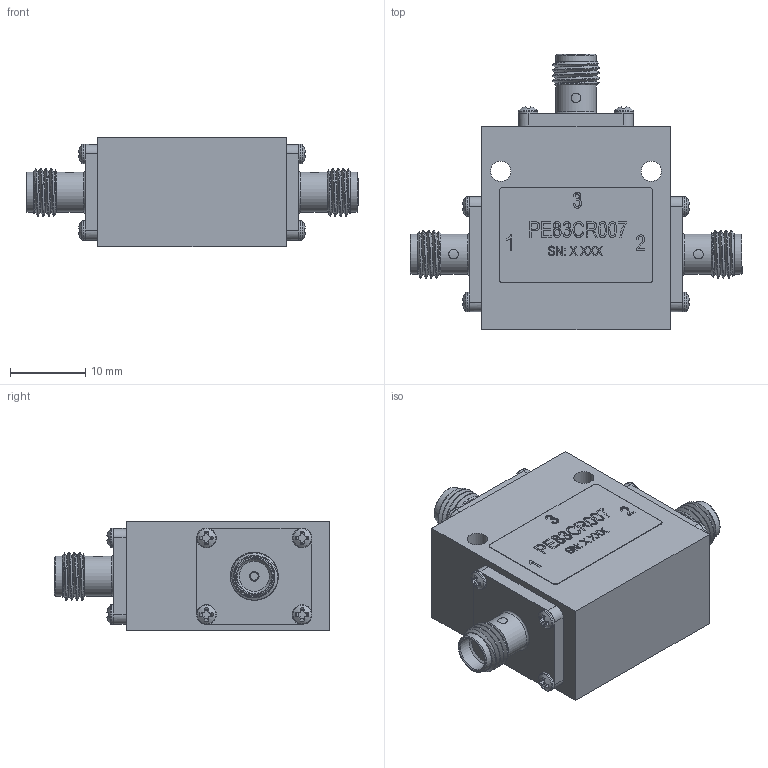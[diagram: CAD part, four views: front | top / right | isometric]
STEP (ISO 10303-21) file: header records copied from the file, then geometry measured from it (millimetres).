
FILE_DESCRIPTION (( 'STEP AP203' ), '1' );
FILE_NAME ('PE83CR007_3D.step', '2022-02-03T20:52:00', ( '' ), ( '' ), 'SwSTEP 2.0', 'SolidWorks 2021', '' );
FILE_SCHEMA (( 'CONFIG_CONTROL_DESIGN' ));
Length unit declared in the file: inch
Products named in the file (1): PE83CR007_3D
Bounding box: 44.05 x 36.52 x 14.55 mm (x, y, z)
Volume: 11017.7 mm3; surface area: 5359 mm2
Topology: 4 solids, 4 shells, 711 faces, 1866 edges, 1235 vertices
Faces by surface type: plane 424, bspline 155, cylinder 66, cone 63, torus 3
Full cylindrical faces by diameter (mm): 1.016 x3, 1.092 x12, 1.27 x3, 2.591 x12, 2.692 x2, 4.521 x3, 5.08 x3, 5.334 x6
Entity records: 32693 total; most frequent: CARTESIAN_POINT 17079, ORIENTED_EDGE 3536, DIRECTION 2461, EDGE_CURVE 1768, VERTEX_POINT 1205, LINE 915, VECTOR 915, EDGE_LOOP 861
